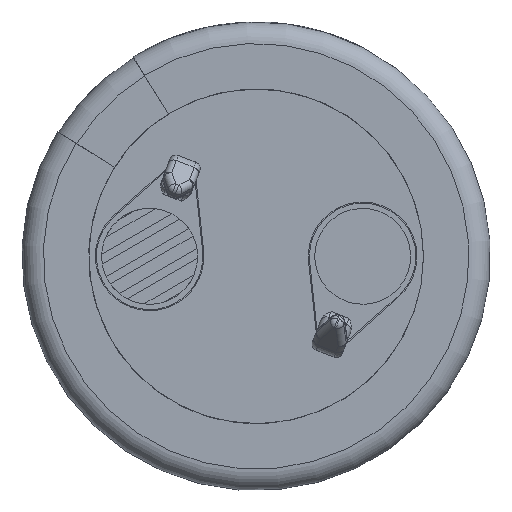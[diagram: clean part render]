
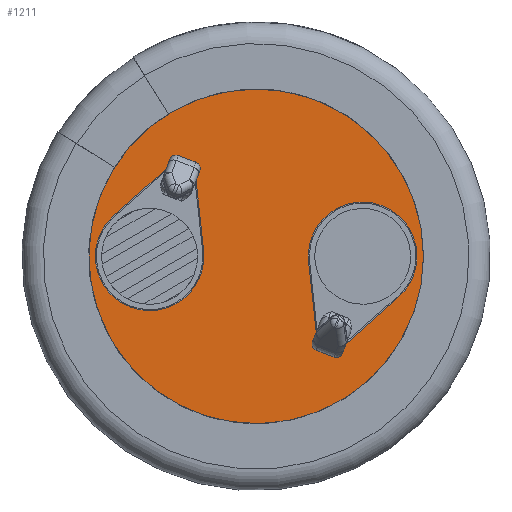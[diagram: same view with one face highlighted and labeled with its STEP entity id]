
A CAD part, front view. The second image highlights one B-rep face of the part: STEP entity #1211.
In plain terms, the highlighted planar face has unit normal (0, -1, 0).
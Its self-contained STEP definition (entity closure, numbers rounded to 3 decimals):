
#1211 = ADVANCED_FACE( '', ( #2761, #2762, #2763 ), #2764, .T. );
#2761 = FACE_OUTER_BOUND( '', #5676, .T. );
#2762 = FACE_BOUND( '', #5677, .T. );
#2763 = FACE_BOUND( '', #5678, .T. );
#2764 = PLANE( '', #5679 );
#5676 = EDGE_LOOP( '', ( #10083 ) );
#5677 = EDGE_LOOP( '', ( #10084, #10085, #10086, #10087 ) );
#5678 = EDGE_LOOP( '', ( #10088, #10089, #10090, #10091 ) );
#5679 = AXIS2_PLACEMENT_3D( '', #10092, #10093, #10094 );
#10083 = ORIENTED_EDGE( '', *, *, #14062, .T. );
#10084 = ORIENTED_EDGE( '', *, *, #13877, .F. );
#10085 = ORIENTED_EDGE( '', *, *, #14063, .F. );
#10086 = ORIENTED_EDGE( '', *, *, #14064, .F. );
#10087 = ORIENTED_EDGE( '', *, *, #13255, .F. );
#10088 = ORIENTED_EDGE( '', *, *, #13957, .T. );
#10089 = ORIENTED_EDGE( '', *, *, #14065, .T. );
#10090 = ORIENTED_EDGE( '', *, *, #14066, .T. );
#10091 = ORIENTED_EDGE( '', *, *, #14067, .T. );
#10092 = CARTESIAN_POINT( '', ( 0., 0., 0. ) );
#10093 = DIRECTION( '', ( 0., -1., 0. ) );
#10094 = DIRECTION( '', ( 0., 0., -1. ) );
#13255 = EDGE_CURVE( '', #15690, #15691, #15692, .T. );
#13877 = EDGE_CURVE( '', #16661, #15690, #16662, .T. );
#13957 = EDGE_CURVE( '', #16778, #16779, #16780, .T. );
#14062 = EDGE_CURVE( '', #16919, #16919, #16920, .T. );
#14063 = EDGE_CURVE( '', #16921, #16661, #16922, .T. );
#14064 = EDGE_CURVE( '', #15691, #16921, #16923, .T. );
#14065 = EDGE_CURVE( '', #16779, #16924, #16925, .T. );
#14066 = EDGE_CURVE( '', #16924, #16926, #16927, .T. );
#14067 = EDGE_CURVE( '', #16926, #16778, #16928, .T. );
#15690 = VERTEX_POINT( '', #19557 );
#15691 = VERTEX_POINT( '', #19558 );
#15692 = CIRCLE( '', #19559, 2.55 );
#16661 = VERTEX_POINT( '', #21820 );
#16662 = LINE( '', #21821, #21822 );
#16778 = VERTEX_POINT( '', #22165 );
#16779 = VERTEX_POINT( '', #22166 );
#16780 = LINE( '', #22167, #22168 );
#16919 = VERTEX_POINT( '', #22534 );
#16920 = CIRCLE( '', #22535, 9.114 );
#16921 = VERTEX_POINT( '', #22536 );
#16922 = LINE( '', #22537, #22538 );
#16923 = LINE( '', #22539, #22540 );
#16924 = VERTEX_POINT( '', #22541 );
#16925 = LINE( '', #22542, #22543 );
#16926 = VERTEX_POINT( '', #22544 );
#16927 = LINE( '', #22545, #22546 );
#16928 = CIRCLE( '', #22547, 2.55 );
#19557 = CARTESIAN_POINT( '', ( -6.694, 0., 1.906 ) );
#19558 = CARTESIAN_POINT( '', ( -2.465, 0., 0.274 ) );
#19559 = AXIS2_PLACEMENT_3D( '', #24869, #24870, #24871 );
#21820 = CARTESIAN_POINT( '', ( -4.27, 0., 4.059 ) );
#21821 = CARTESIAN_POINT( '', ( -4.27, 0., 4.059 ) );
#21822 = VECTOR( '', #25112, 1000. );
#22165 = CARTESIAN_POINT( '', ( 6.694, 0., -1.906 ) );
#22166 = CARTESIAN_POINT( '', ( 4.27, 0., -4.059 ) );
#22167 = CARTESIAN_POINT( '', ( 6.694, 0., -1.906 ) );
#22168 = VECTOR( '', #25131, 1000. );
#22534 = CARTESIAN_POINT( '', ( 0., 0., -9.114 ) );
#22535 = AXIS2_PLACEMENT_3D( '', #25173, #25174, #25175 );
#22536 = CARTESIAN_POINT( '', ( -2.814, 0., 3.497 ) );
#22537 = CARTESIAN_POINT( '', ( -2.814, 0., 3.497 ) );
#22538 = VECTOR( '', #25176, 1000. );
#22539 = CARTESIAN_POINT( '', ( -2.465, 0., 0.274 ) );
#22540 = VECTOR( '', #25177, 1000. );
#22541 = CARTESIAN_POINT( '', ( 2.814, 0., -3.497 ) );
#22542 = CARTESIAN_POINT( '', ( 4.27, 0., -4.059 ) );
#22543 = VECTOR( '', #25178, 1000. );
#22544 = CARTESIAN_POINT( '', ( 2.465, 0., -0.274 ) );
#22545 = CARTESIAN_POINT( '', ( 2.814, 0., -3.497 ) );
#22546 = VECTOR( '', #25179, 1000. );
#22547 = AXIS2_PLACEMENT_3D( '', #25180, #25181, #25182 );
#24869 = CARTESIAN_POINT( '', ( -5., 0., 0. ) );
#24870 = DIRECTION( '', ( 0., -1., 0. ) );
#24871 = DIRECTION( '', ( 0., 0., 1. ) );
#25112 = DIRECTION( '', ( -0.748, 0., -0.664 ) );
#25131 = DIRECTION( '', ( -0.748, 0., -0.664 ) );
#25173 = CARTESIAN_POINT( '', ( 0., 0., 0. ) );
#25174 = DIRECTION( '', ( 0., -1., 0. ) );
#25175 = DIRECTION( '', ( 0., 0., -1. ) );
#25176 = DIRECTION( '', ( -0.933, 0., 0.36 ) );
#25177 = DIRECTION( '', ( -0.108, 0., 0.994 ) );
#25178 = DIRECTION( '', ( -0.933, 0., 0.36 ) );
#25179 = DIRECTION( '', ( -0.108, 0., 0.994 ) );
#25180 = CARTESIAN_POINT( '', ( 5., 0., 0. ) );
#25181 = DIRECTION( '', ( 0., 1., 0. ) );
#25182 = DIRECTION( '', ( 0., 0., -1. ) );
